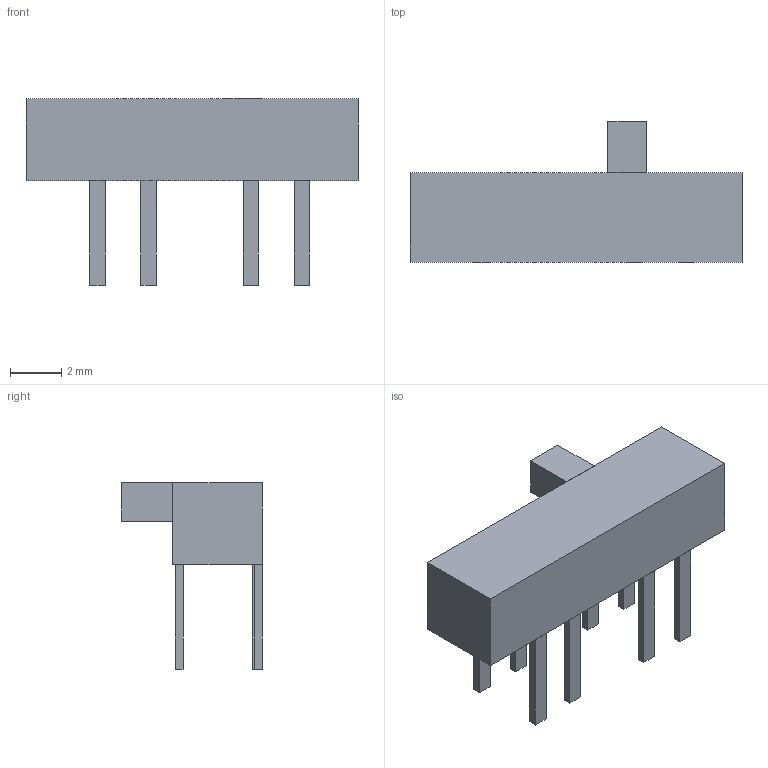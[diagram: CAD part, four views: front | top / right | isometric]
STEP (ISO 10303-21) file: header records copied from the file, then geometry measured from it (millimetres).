
FILE_DESCRIPTION(('FreeCAD Model'),'2;1');
FILE_NAME('Open CASCADE Shape Model','2024-01-02T10:19:30',(''),(''), 'Open CASCADE STEP processor 7.6','FreeCAD','Unknown');
FILE_SCHEMA(('AUTOMOTIVE_DESIGN { 1 0 10303 214 1 1 1 1 }'));
Length unit declared in the file: millimetre
Products named in the file (11): Unnamed; Cube; Cube001; Cube002; Cube003; Cube004; Cube005; Cube006; Cube007; Cube008; Cube009
Assembly tree (10 placements, depth 2):
  Unnamed
    Cube
    Cube001
    Cube002
    Cube003
    Cube004
    Cube005
    Cube006
    Cube007
    Cube008
    Cube009
Bounding box: 13 x 5.5 x 7.3 mm (x, y, z)
Volume: 156 mm3; surface area: 275 mm2
Topology: 10 solids, 10 shells, 60 faces, 120 edges, 80 vertices
Faces by surface type: plane 60
Entity records: 1799 total; most frequent: CARTESIAN_POINT 271, DIRECTION 262, ORIENTED_EDGE 240, EDGE_CURVE 120, LINE 120, VECTOR 120, VERTEX_POINT 80, AXIS2_PLACEMENT_3D 71
